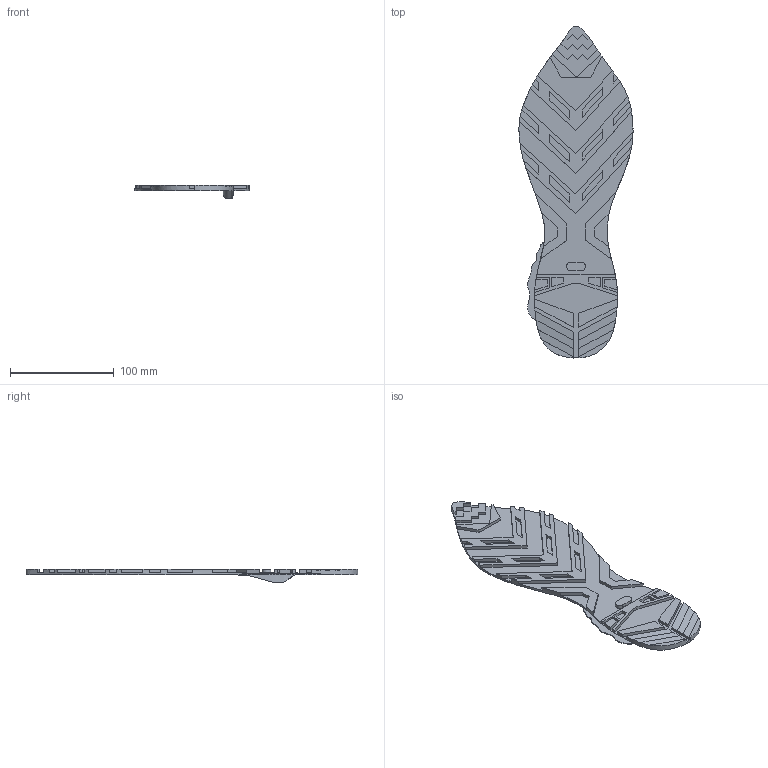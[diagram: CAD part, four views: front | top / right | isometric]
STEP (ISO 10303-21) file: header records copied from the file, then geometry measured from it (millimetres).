
FILE_DESCRIPTION (( 'STEP AP203' ), '1' );
FILE_NAME ('suola_13.STEP', '2023-07-13T13:58:45', ( '' ), ( '' ), 'SwSTEP 2.0', 'SolidWorks 2022', '' );
FILE_SCHEMA (( 'CONFIG_CONTROL_DESIGN' ));
Length unit declared in the file: millimetre
Products named in the file (2): Suola_bave_1; suola_13
Assembly tree (1 placements, depth 2):
  suola_13
    Suola_bave_1
Bounding box: 109.99 x 319.94 x 12.54 mm (x, y, z)
Volume: 80142.6 mm3; surface area: 60313 mm2
Topology: 1 solids, 1 shells, 190 faces, 539 edges, 360 vertices
Faces by surface type: plane 182, bspline 6, cylinder 2
Entity records: 6629 total; most frequent: CARTESIAN_POINT 1675, ORIENTED_EDGE 1078, DIRECTION 832, EDGE_CURVE 539, LINE 448, VECTOR 448, VERTEX_POINT 360, EDGE_LOOP 199
